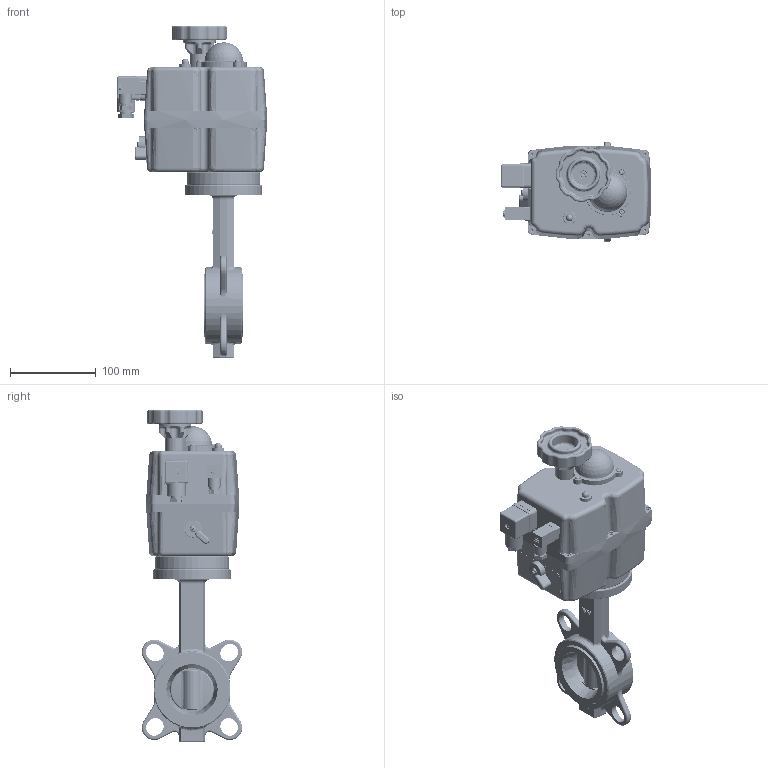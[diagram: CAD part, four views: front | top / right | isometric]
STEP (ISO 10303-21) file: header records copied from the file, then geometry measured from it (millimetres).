
FILE_DESCRIPTION (( 'STEP AP214' ), '1' );
FILE_NAME ('AK200-DN50-PN-10-16-ANSI-150-Elektrischer-J4C-S35-Schwenkantrieb-24V-230V-240V-Fergo.STEP', '2022-12-13T10:33:39', ( '' ), ( '' ), 'SwSTEP 2.0', 'SolidWorks 2022', '' );
FILE_SCHEMA (( 'AUTOMOTIVE_DESIGN' ));
Length unit declared in the file: millimetre
Products named in the file (4): J&J S-20+35; AK200-DN50-PN-10-16-ANSI-150-Elektrischer-J4C-S35-Schwenkantrieb-24V-230V-240V-Fergo; Flanschadapter 15mm; AK200-DN50-FW_Standard
Assembly tree (3 placements, depth 2):
  AK200-DN50-PN-10-16-ANSI-150-Elektrischer-J4C-S35-Schwenkantrieb-24V-230V-240V-Fergo
    J&J S-20+35
    Flanschadapter 15mm
    AK200-DN50-FW_Standard
Bounding box: 176.14 x 117.39 x 388 mm (x, y, z)
Volume: 928100 mm3; surface area: 415990.8 mm2
Topology: 71 solids, 71 shells, 5565 faces, 13826 edges, 8484 vertices
Faces by surface type: cylinder 1807, plane 1390, cone 1143, torus 666, bspline 429, sphere 130
Entity records: 220305 total; most frequent: CARTESIAN_POINT 80358, DIRECTION 28812, ORIENTED_EDGE 27376, EDGE_CURVE 13688, AXIS2_PLACEMENT_3D 11586, VERTEX_POINT 8478, CIRCLE 6444, EDGE_LOOP 5998
